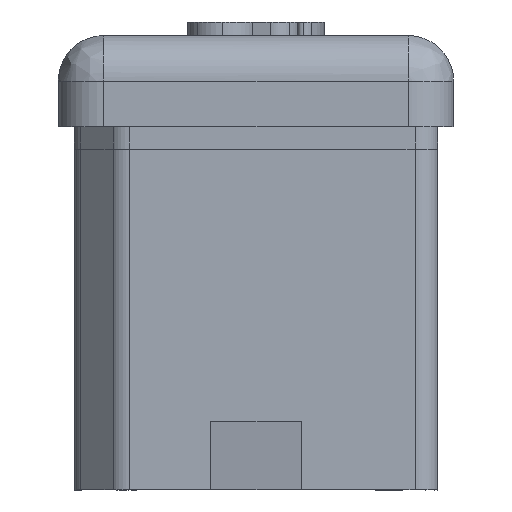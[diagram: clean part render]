
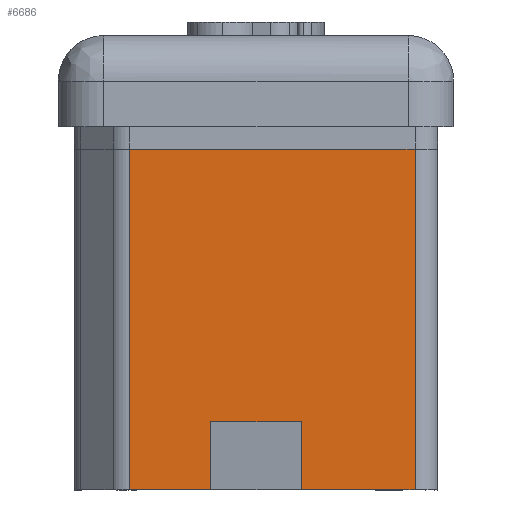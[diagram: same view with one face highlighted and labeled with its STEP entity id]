
A CAD part, left-side view. The second image highlights one B-rep face of the part: STEP entity #6686.
In plain terms, the highlighted free-form (B-spline) face has degree [1, 1] with [2, 2] control points.
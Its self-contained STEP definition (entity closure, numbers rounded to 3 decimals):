
#6686 = ADVANCED_FACE('',(#6687),#6745,.F.);
#6687 = FACE_BOUND('',#6688,.T.);
#6688 = EDGE_LOOP('',(#6689,#6698,#6705,#6712,#6719,#6726,#6733,#6740));
#6689 = ORIENTED_EDGE('',*,*,#6690,.F.);
#6690 = EDGE_CURVE('',#6691,#6693,#6695,.T.);
#6691 = VERTEX_POINT('',#6692);
#6692 = CARTESIAN_POINT('',(-24.305,-27.244,
    30.535));
#6693 = VERTEX_POINT('',#6694);
#6694 = CARTESIAN_POINT('',(-24.305,-25.051,
    30.535));
#6695 = B_SPLINE_CURVE_WITH_KNOTS('',1,(#6696,#6697),.UNSPECIFIED.,.F.,
  .F.,(2,2),(-7.5,-5.),.PIECEWISE_BEZIER_KNOTS.);
#6696 = CARTESIAN_POINT('',(-24.305,-27.244,
    30.535));
#6697 = CARTESIAN_POINT('',(-24.305,-25.051,
    30.535));
#6698 = ORIENTED_EDGE('',*,*,#6699,.T.);
#6699 = EDGE_CURVE('',#6691,#6700,#6702,.T.);
#6700 = VERTEX_POINT('',#6701);
#6701 = CARTESIAN_POINT('',(-24.305,-27.244,
    37.116));
#6702 = B_SPLINE_CURVE_WITH_KNOTS('',1,(#6703,#6704),.UNSPECIFIED.,.F.,
  .F.,(2,2),(-8.5,-1.),.PIECEWISE_BEZIER_KNOTS.);
#6703 = CARTESIAN_POINT('',(-24.305,-27.244,
    30.535));
#6704 = CARTESIAN_POINT('',(-24.305,-27.244,
    37.116));
#6705 = ORIENTED_EDGE('',*,*,#6706,.F.);
#6706 = EDGE_CURVE('',#6707,#6700,#6709,.T.);
#6707 = VERTEX_POINT('',#6708);
#6708 = CARTESIAN_POINT('',(-24.305,-21.723,
    37.116));
#6709 = B_SPLINE_CURVE_WITH_KNOTS('',1,(#6710,#6711),.UNSPECIFIED.,.F.,
  .F.,(2,2),(0.207,6.5),.PIECEWISE_BEZIER_KNOTS.);
#6710 = CARTESIAN_POINT('',(-24.305,-21.723,
    37.116));
#6711 = CARTESIAN_POINT('',(-24.305,-27.244,
    37.116));
#6712 = ORIENTED_EDGE('',*,*,#6713,.T.);
#6713 = EDGE_CURVE('',#6707,#6714,#6716,.T.);
#6714 = VERTEX_POINT('',#6715);
#6715 = CARTESIAN_POINT('',(-24.305,-21.723,
    30.535));
#6716 = B_SPLINE_CURVE_WITH_KNOTS('',1,(#6717,#6718),.UNSPECIFIED.,.F.,
  .F.,(2,2),(-8.,-0.5),.PIECEWISE_BEZIER_KNOTS.);
#6717 = CARTESIAN_POINT('',(-24.305,-21.723,
    37.116));
#6718 = CARTESIAN_POINT('',(-24.305,-21.723,
    30.535));
#6719 = ORIENTED_EDGE('',*,*,#6720,.F.);
#6720 = EDGE_CURVE('',#6721,#6714,#6723,.T.);
#6721 = VERTEX_POINT('',#6722);
#6722 = CARTESIAN_POINT('',(-24.305,-23.296,
    30.535));
#6723 = B_SPLINE_CURVE_WITH_KNOTS('',1,(#6724,#6725),.UNSPECIFIED.,.F.,
  .F.,(2,2),(-3.,-1.207),.PIECEWISE_BEZIER_KNOTS.);
#6724 = CARTESIAN_POINT('',(-24.305,-23.296,
    30.535));
#6725 = CARTESIAN_POINT('',(-24.305,-21.723,
    30.535));
#6726 = ORIENTED_EDGE('',*,*,#6727,.T.);
#6727 = EDGE_CURVE('',#6721,#6728,#6730,.T.);
#6728 = VERTEX_POINT('',#6729);
#6729 = CARTESIAN_POINT('',(-24.305,-23.296,
    31.851));
#6730 = B_SPLINE_CURVE_WITH_KNOTS('',1,(#6731,#6732),.UNSPECIFIED.,.F.,
  .F.,(2,2),(-1.5,0.),.PIECEWISE_BEZIER_KNOTS.);
#6731 = CARTESIAN_POINT('',(-24.305,-23.296,
    30.535));
#6732 = CARTESIAN_POINT('',(-24.305,-23.296,
    31.851));
#6733 = ORIENTED_EDGE('',*,*,#6734,.F.);
#6734 = EDGE_CURVE('',#6735,#6728,#6737,.T.);
#6735 = VERTEX_POINT('',#6736);
#6736 = CARTESIAN_POINT('',(-24.305,-25.051,
    31.851));
#6737 = B_SPLINE_CURVE_WITH_KNOTS('',1,(#6738,#6739),.UNSPECIFIED.,.F.,
  .F.,(2,2),(0.,2.),.PIECEWISE_BEZIER_KNOTS.);
#6738 = CARTESIAN_POINT('',(-24.305,-25.051,
    31.851));
#6739 = CARTESIAN_POINT('',(-24.305,-23.296,
    31.851));
#6740 = ORIENTED_EDGE('',*,*,#6741,.F.);
#6741 = EDGE_CURVE('',#6693,#6735,#6742,.T.);
#6742 = B_SPLINE_CURVE_WITH_KNOTS('',1,(#6743,#6744),.UNSPECIFIED.,.F.,
  .F.,(2,2),(-1.5,0.),.PIECEWISE_BEZIER_KNOTS.);
#6743 = CARTESIAN_POINT('',(-24.305,-25.051,
    30.535));
#6744 = CARTESIAN_POINT('',(-24.305,-25.051,
    31.851));
#6745 = B_SPLINE_SURFACE_WITH_KNOTS('',1,1,(
    (#6746,#6747)
    ,(#6748,#6749
    )),.UNSPECIFIED.,.F.,.F.,.F.,(2,2),(2,2),(-7.5,-1.207),(
    -8.5,-1.),.PIECEWISE_BEZIER_KNOTS.);
#6746 = CARTESIAN_POINT('',(-24.305,-27.244,
    30.535));
#6747 = CARTESIAN_POINT('',(-24.305,-27.244,
    37.116));
#6748 = CARTESIAN_POINT('',(-24.305,-21.723,
    30.535));
#6749 = CARTESIAN_POINT('',(-24.305,-21.723,
    37.116));
